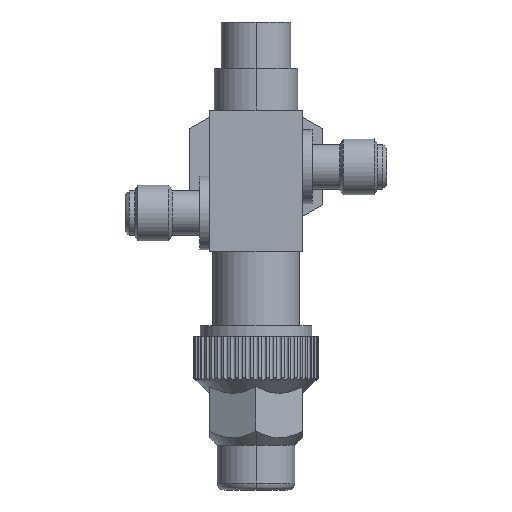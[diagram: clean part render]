
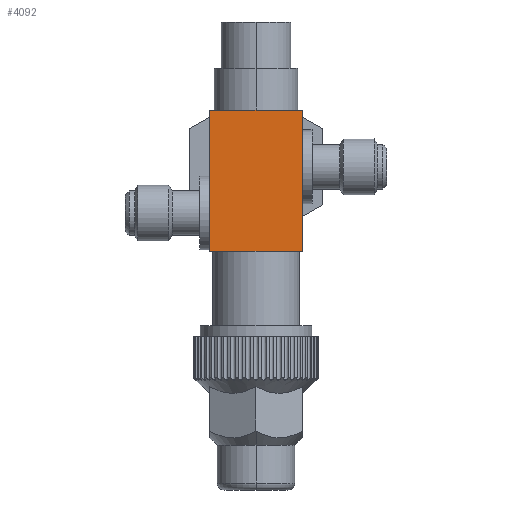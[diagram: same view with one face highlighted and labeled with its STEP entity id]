
A CAD part, left-side view. The second image highlights one B-rep face of the part: STEP entity #4092.
In plain terms, the highlighted planar face has unit normal (-1, 0, 0).
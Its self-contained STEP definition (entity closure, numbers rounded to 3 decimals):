
#130=DIRECTION('',(0.,-1.,0.));
#131=VECTOR('',#130,20.);
#132=CARTESIAN_POINT('',(-10.,10.,15.25));
#133=LINE('',#132,#131);
#134=DIRECTION('',(0.,0.,1.));
#135=VECTOR('',#134,30.5);
#136=CARTESIAN_POINT('',(-10.,-10.,-15.25));
#137=LINE('',#136,#135);
#156=DIRECTION('',(0.,-1.,0.));
#157=VECTOR('',#156,20.);
#158=CARTESIAN_POINT('',(-10.,10.,-15.25));
#159=LINE('',#158,#157);
#182=DIRECTION('',(0.,0.,-1.));
#183=VECTOR('',#182,30.5);
#184=CARTESIAN_POINT('',(-10.,10.,15.25));
#185=LINE('',#184,#183);
#3195=CARTESIAN_POINT('',(-10.,10.,15.25));
#3196=CARTESIAN_POINT('',(-10.,-10.,15.25));
#3197=VERTEX_POINT('',#3195);
#3198=VERTEX_POINT('',#3196);
#3205=CARTESIAN_POINT('',(-10.,-10.,-15.25));
#3206=VERTEX_POINT('',#3205);
#3264=CARTESIAN_POINT('',(-10.,10.,-15.25));
#3265=VERTEX_POINT('',#3264);
#4078=CARTESIAN_POINT('',(-10.,0.,0.));
#4079=DIRECTION('',(1.,0.,0.));
#4080=DIRECTION('',(0.,0.,-1.));
#4081=AXIS2_PLACEMENT_3D('',#4078,#4079,#4080);
#4082=PLANE('',#4081);
#4083=ORIENTED_EDGE('',*,*,#4060,.T.);
#4085=ORIENTED_EDGE('',*,*,#4084,.F.);
#4087=ORIENTED_EDGE('',*,*,#4086,.F.);
#4089=ORIENTED_EDGE('',*,*,#4088,.F.);
#4090=EDGE_LOOP('',(#4083,#4085,#4087,#4089));
#4091=FACE_OUTER_BOUND('',#4090,.F.);
#4092=ADVANCED_FACE('',(#4091),#4082,.F.);
#4060=EDGE_CURVE('',#3197,#3198,#133,.T.);
#4084=EDGE_CURVE('',#3206,#3198,#137,.T.);
#4086=EDGE_CURVE('',#3265,#3206,#159,.T.);
#4088=EDGE_CURVE('',#3197,#3265,#185,.T.);
